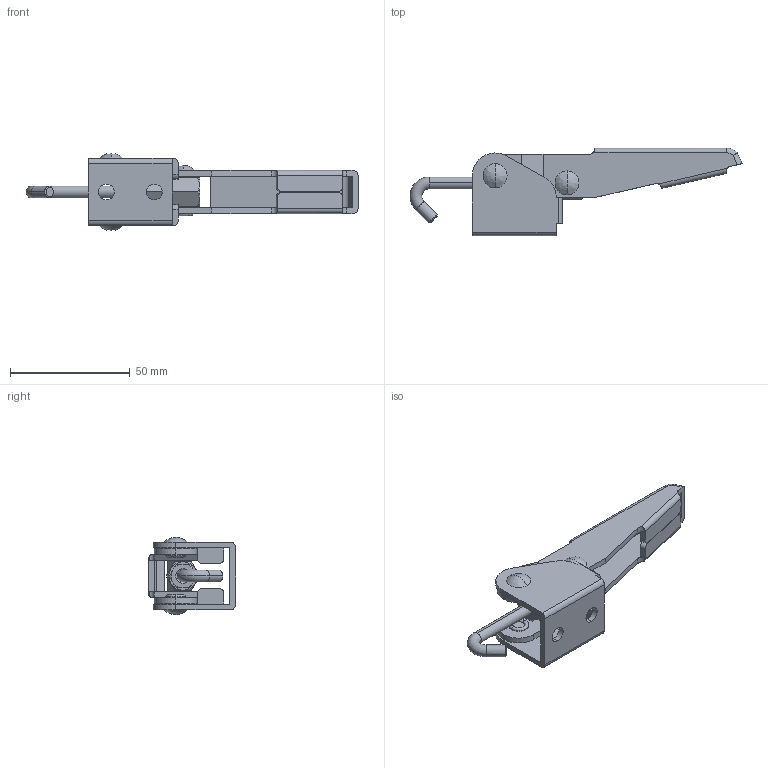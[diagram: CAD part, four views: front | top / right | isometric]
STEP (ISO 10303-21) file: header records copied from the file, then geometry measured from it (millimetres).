
FILE_DESCRIPTION (( 'STEP AP214' ), '1' );
FILE_NAME ('GH-43110-SS(Â²¤Æ).STEP', '2020-07-10T00:29:22', ( 'LinWei' ), ( '' ), 'SwSTEP 2.0', 'SolidWorks 2016', '' );
FILE_SCHEMA (( 'AUTOMOTIVE_DESIGN' ));
Length unit declared in the file: millimetre
Products named in the file (5): 4400144-1^GH-43110(簡化); Group3^GH-43110(簡化); Group2^GH-43110(簡化); Group1^GH-43110(簡化); GH-43110-SS(簡化)
Assembly tree (4 placements, depth 2):
  GH-43110-SS(簡化)
    Group1^GH-43110(簡化)
    Group2^GH-43110(簡化)
    Group3^GH-43110(簡化)
    4400144-1^GH-43110(簡化)
Bounding box: 138.48 x 36.5 x 32.2 mm (x, y, z)
Volume: 24524.3 mm3; surface area: 20501.7 mm2
Topology: 4 solids, 4 shells, 197 faces, 498 edges, 315 vertices
Faces by surface type: plane 79, cylinder 74, cone 24, torus 14, bspline 6
Entity records: 6586 total; most frequent: CARTESIAN_POINT 1477, DIRECTION 1038, ORIENTED_EDGE 984, EDGE_CURVE 492, AXIS2_PLACEMENT_3D 400, VERTEX_POINT 315, LINE 238, VECTOR 238
